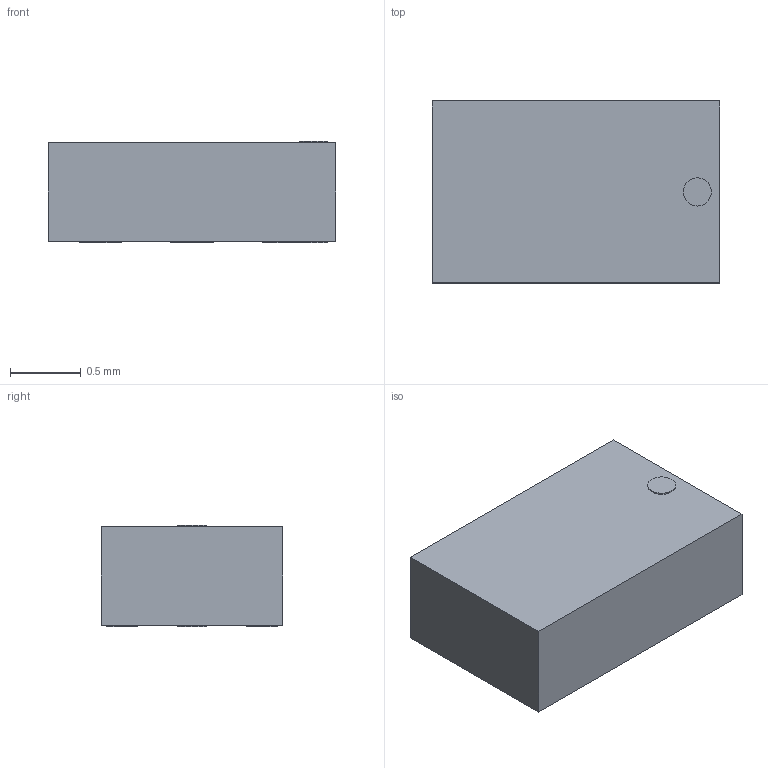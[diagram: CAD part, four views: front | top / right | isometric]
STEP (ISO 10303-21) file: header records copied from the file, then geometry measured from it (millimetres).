
FILE_DESCRIPTION(/* description */ (''),/* implementation_level */ '2;1');
FILE_NAME(/* name */ 'TTM Xinger takuhoTech.step',/* time_stamp */ '2024-09-27T18:09:44+09:00',/* author */ (''),/* organization */ (''),/* preprocessor_version */ 'ST-DEVELOPER v20',/* originating_system */ 'Autodesk Translation Framework v13.20.0.188',/* authorisation */ '');
FILE_SCHEMA (('AUTOMOTIVE_DESIGN { 1 0 10303 214 3 1 1 }'));
Length unit declared in the file: millimetre
Products named in the file (1): TTM Xinger
Bounding box: 2.04 x 1.29 x 0.72 mm (x, y, z)
Volume: 1.8 mm3; surface area: 10 mm2
Topology: 1 solids, 1 shells, 64 faces, 162 edges, 108 vertices
Faces by surface type: plane 38, cylinder 26
Full cylindrical faces by diameter (mm): 0.2 x2
Entity records: 1993 total; most frequent: DIRECTION 344, CARTESIAN_POINT 335, ORIENTED_EDGE 324, EDGE_CURVE 162, AXIS2_PLACEMENT_3D 117, LINE 110, VECTOR 110, VERTEX_POINT 108
